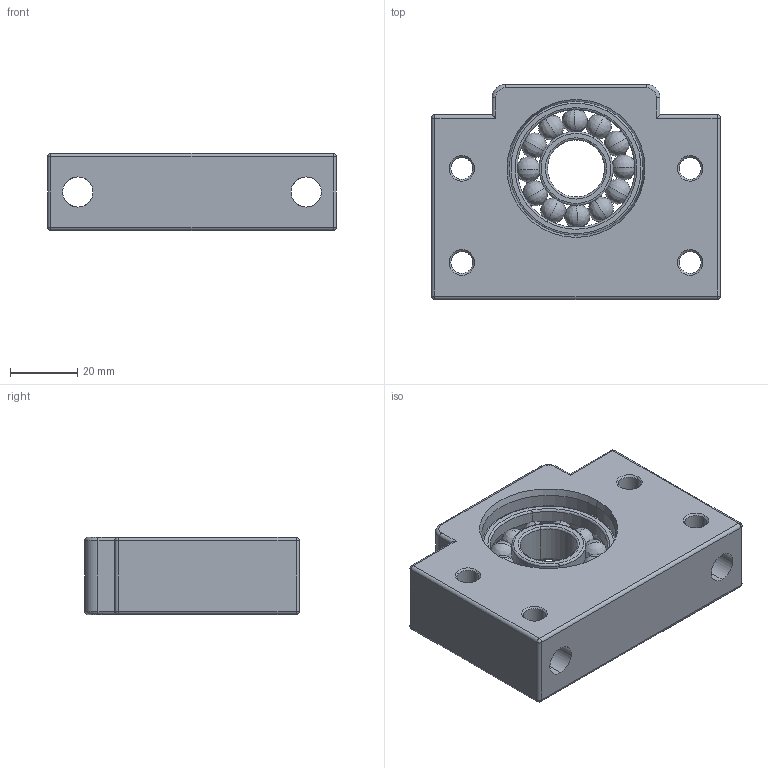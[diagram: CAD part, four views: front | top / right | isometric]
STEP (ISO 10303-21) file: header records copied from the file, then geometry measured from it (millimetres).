
FILE_DESCRIPTION (( 'STEP AP214' ), '1' );
FILE_NAME ('BF17疒玉.STEP', '2018-12-10T04:57:46', ( 'Windows 荤侩磊' ), ( '' ), 'SwSTEP 2.0', 'SolidWorks 2013', '' );
FILE_SCHEMA (( 'AUTOMOTIVE_DESIGN' ));
Length unit declared in the file: millimetre
Products named in the file (3): BF17疒玉; 6203軸承; BF17軸承座_體(成_)
Assembly tree (2 placements, depth 2):
  BF17疒玉
    BF17軸承座_體(成_)
    6203軸承
Bounding box: 86 x 64 x 23 mm (x, y, z)
Volume: 86967 mm3; surface area: 28053.6 mm2
Topology: 15 solids, 15 shells, 158 faces, 396 edges, 206 vertices
Faces by surface type: cylinder 60, bspline 46, cone 24, plane 16, sphere 8, torus 4
Entity records: 5545 total; most frequent: CARTESIAN_POINT 2003, DIRECTION 694, ORIENTED_EDGE 680, EDGE_CURVE 340, AXIS2_PLACEMENT_3D 289, VERTEX_POINT 206, EDGE_LOOP 178, CIRCLE 172
